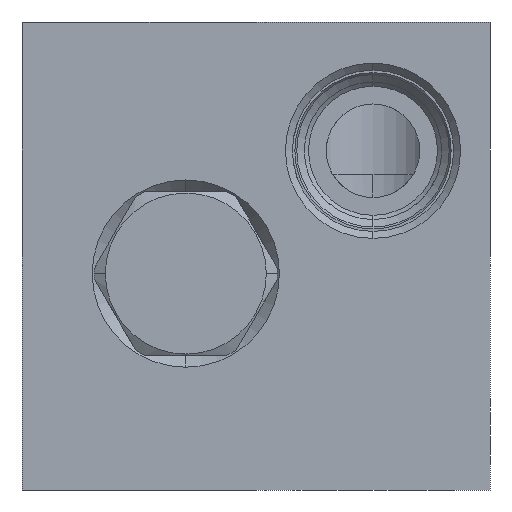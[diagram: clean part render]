
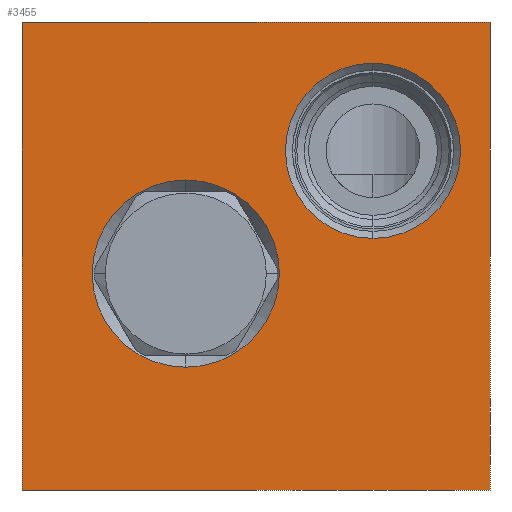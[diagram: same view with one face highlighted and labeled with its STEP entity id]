
A CAD part, front view. The second image highlights one B-rep face of the part: STEP entity #3455.
In plain terms, the highlighted planar face has unit normal (0, -1, 0).
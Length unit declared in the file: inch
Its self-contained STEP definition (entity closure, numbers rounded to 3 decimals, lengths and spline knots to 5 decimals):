
#5=DIRECTION('',(1.,0.,0.));
#6=VECTOR('',#5,2.5);
#7=CARTESIAN_POINT('',(0.,-4.,0.));
#8=LINE('',#7,#6);
#115=DIRECTION('',(0.,0.,1.));
#116=VECTOR('',#115,2.5);
#117=CARTESIAN_POINT('',(2.5,-4.,0.));
#118=LINE('',#117,#116);
#139=DIRECTION('',(0.,0.,1.));
#140=VECTOR('',#139,2.5);
#141=CARTESIAN_POINT('',(0.,-4.,0.));
#142=LINE('',#141,#140);
#143=CARTESIAN_POINT('',(1.875,-4.,1.812));
#144=DIRECTION('',(0.,1.,0.));
#145=DIRECTION('',(0.,0.,-1.));
#146=AXIS2_PLACEMENT_3D('',#143,#144,#145);
#148=CARTESIAN_POINT('',(1.875,-4.,1.812));
#149=DIRECTION('',(0.,1.,0.));
#150=DIRECTION('',(0.,0.,1.));
#151=AXIS2_PLACEMENT_3D('',#148,#149,#150);
#153=CARTESIAN_POINT('',(0.875,-4.,1.156));
#154=DIRECTION('',(0.,1.,0.));
#155=DIRECTION('',(0.,0.,-1.));
#156=AXIS2_PLACEMENT_3D('',#153,#154,#155);
#158=CARTESIAN_POINT('',(0.875,-4.,1.156));
#159=DIRECTION('',(0.,1.,0.));
#160=DIRECTION('',(0.,0.,1.));
#161=AXIS2_PLACEMENT_3D('',#158,#159,#160);
#175=DIRECTION('',(1.,0.,0.));
#176=VECTOR('',#175,2.5);
#177=CARTESIAN_POINT('',(0.,-4.,2.5));
#178=LINE('',#177,#176);
#2919=CARTESIAN_POINT('',(0.,-4.,0.));
#2921=VERTEX_POINT('',#2919);
#2922=CARTESIAN_POINT('',(2.5,-4.,0.));
#2923=VERTEX_POINT('',#2922);
#2927=CARTESIAN_POINT('',(0.,-4.,2.5));
#2929=VERTEX_POINT('',#2927);
#2930=CARTESIAN_POINT('',(2.5,-4.,2.5));
#2931=VERTEX_POINT('',#2930);
#3154=CARTESIAN_POINT('',(1.875,-4.,1.344));
#3155=CARTESIAN_POINT('',(1.875,-4.,2.28));
#3156=VERTEX_POINT('',#3154);
#3157=VERTEX_POINT('',#3155);
#3218=CARTESIAN_POINT('',(0.875,-4.,0.656));
#3219=CARTESIAN_POINT('',(0.875,-4.,1.656));
#3220=VERTEX_POINT('',#3218);
#3221=VERTEX_POINT('',#3219);
#3431=CARTESIAN_POINT('',(0.,-4.,0.));
#3432=DIRECTION('',(0.,-1.,0.));
#3433=DIRECTION('',(1.,0.,0.));
#3434=AXIS2_PLACEMENT_3D('',#3431,#3432,#3433);
#3435=PLANE('',#3434);
#3436=ORIENTED_EDGE('',*,*,#3313,.F.);
#3437=ORIENTED_EDGE('',*,*,#3362,.T.);
#3439=ORIENTED_EDGE('',*,*,#3438,.T.);
#3440=ORIENTED_EDGE('',*,*,#3411,.F.);
#3441=EDGE_LOOP('',(#3436,#3437,#3439,#3440));
#3442=FACE_OUTER_BOUND('',#3441,.F.);
#3444=ORIENTED_EDGE('',*,*,#3443,.F.);
#3446=ORIENTED_EDGE('',*,*,#3445,.F.);
#3447=EDGE_LOOP('',(#3444,#3446));
#3448=FACE_BOUND('',#3447,.F.);
#3450=ORIENTED_EDGE('',*,*,#3449,.F.);
#3452=ORIENTED_EDGE('',*,*,#3451,.F.);
#3453=EDGE_LOOP('',(#3450,#3452));
#3454=FACE_BOUND('',#3453,.F.);
#3455=ADVANCED_FACE('',(#3442,#3448,#3454),#3435,.T.);
#147=CIRCLE('',#146,0.468);
#152=CIRCLE('',#151,0.468);
#157=CIRCLE('',#156,0.5);
#162=CIRCLE('',#161,0.5);
#3313=EDGE_CURVE('',#2921,#2923,#8,.T.);
#3362=EDGE_CURVE('',#2921,#2929,#142,.T.);
#3411=EDGE_CURVE('',#2923,#2931,#118,.T.);
#3438=EDGE_CURVE('',#2929,#2931,#178,.T.);
#3443=EDGE_CURVE('',#3156,#3157,#147,.T.);
#3445=EDGE_CURVE('',#3157,#3156,#152,.T.);
#3449=EDGE_CURVE('',#3220,#3221,#157,.T.);
#3451=EDGE_CURVE('',#3221,#3220,#162,.T.);
